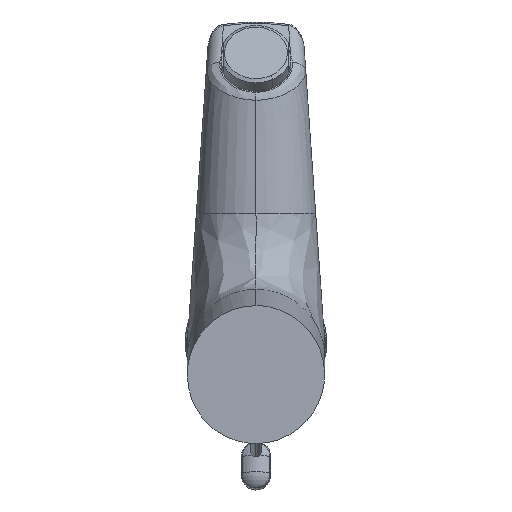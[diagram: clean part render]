
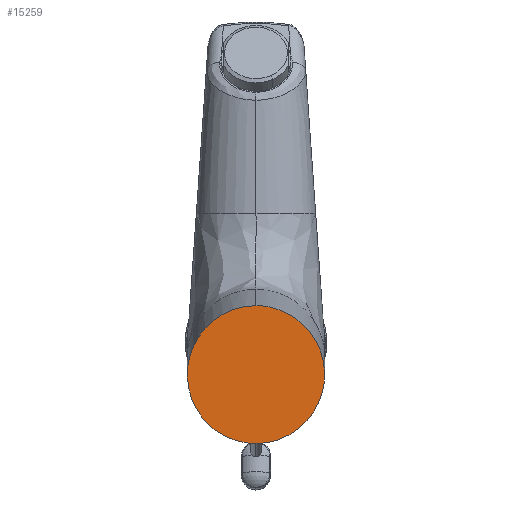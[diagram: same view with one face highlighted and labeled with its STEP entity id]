
A CAD part, front view. The second image highlights one B-rep face of the part: STEP entity #15259.
In plain terms, the highlighted planar face has unit normal (0, -1, 0).
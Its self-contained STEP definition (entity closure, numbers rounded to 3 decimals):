
#485 = EDGE_LOOP ( 'NONE', ( #7673, #10727 ) ) ;
#2396 = CARTESIAN_POINT ( 'NONE',  ( 47.015, 0., 23.59 ) ) ;
#2819 = CARTESIAN_POINT ( 'NONE',  ( 0., 0., -23.605 ) ) ;
#2851 = CARTESIAN_POINT ( 'NONE',  ( 0., 0., -23.605 ) ) ;
#3954 =( BOUNDED_CURVE ( )  B_SPLINE_CURVE ( 3, ( #5908, #9627, #2396, #10840 ),
 .UNSPECIFIED., .F., .T. ) 
 B_SPLINE_CURVE_WITH_KNOTS ( ( 4, 4 ),
 ( 0., 3.142 ),
 .UNSPECIFIED. ) 
 CURVE ( )  GEOMETRIC_REPRESENTATION_ITEM ( )  RATIONAL_B_SPLINE_CURVE ( ( 1., 0.333, 0.333, 1. ) ) 
 REPRESENTATION_ITEM ( '' )  );
#3970 =( BOUNDED_CURVE ( )  B_SPLINE_CURVE ( 3, ( #6400, #13656, #10048, #2819 ),
 .UNSPECIFIED., .F., .T. ) 
 B_SPLINE_CURVE_WITH_KNOTS ( ( 4, 4 ),
 ( 3.142, 6.283 ),
 .UNSPECIFIED. ) 
 CURVE ( )  GEOMETRIC_REPRESENTATION_ITEM ( )  RATIONAL_B_SPLINE_CURVE ( ( 1., 0.333, 0.333, 1. ) ) 
 REPRESENTATION_ITEM ( '' )  );
#4699 = EDGE_CURVE ( 'NONE', #5066, #14896, #3954, .T. ) ;
#5066 = VERTEX_POINT ( 'NONE', #2851 ) ;
#5578 = EDGE_CURVE ( 'NONE', #14896, #5066, #3970, .T. ) ;
#5908 = CARTESIAN_POINT ( 'NONE',  ( 0., 0., -23.605 ) ) ;
#6400 = CARTESIAN_POINT ( 'NONE',  ( 0., 0., 23.59 ) ) ;
#6719 = DIRECTION ( 'NONE',  ( 0., 1., 0. ) ) ;
#7673 = ORIENTED_EDGE ( 'NONE', *, *, #4699, .T. ) ;
#9627 = CARTESIAN_POINT ( 'NONE',  ( 47.015, 0., -23.605 ) ) ;
#10048 = CARTESIAN_POINT ( 'NONE',  ( -47.015, 0., -23.605 ) ) ;
#10315 = PLANE ( 'NONE',  #12548 ) ;
#10727 = ORIENTED_EDGE ( 'NONE', *, *, #5578, .T. ) ;
#10840 = CARTESIAN_POINT ( 'NONE',  ( 0., 0., 23.59 ) ) ;
#11057 = FACE_OUTER_BOUND ( 'NONE', #485, .T. ) ;
#12548 = AXIS2_PLACEMENT_3D ( 'NONE', #13984, #6719, #15204 ) ;
#13656 = CARTESIAN_POINT ( 'NONE',  ( -47.015, 0., 23.59 ) ) ;
#13984 = CARTESIAN_POINT ( 'NONE',  ( 0., 0., 12.5 ) ) ;
#14896 = VERTEX_POINT ( 'NONE', #15572 ) ;
#15204 = DIRECTION ( 'NONE',  ( 0., 0., 1. ) ) ;
#15259 = ADVANCED_FACE ( 'NONE', ( #11057 ), #10315, .F. ) ;
#15572 = CARTESIAN_POINT ( 'NONE',  ( 0., 0., 23.59 ) ) ;
